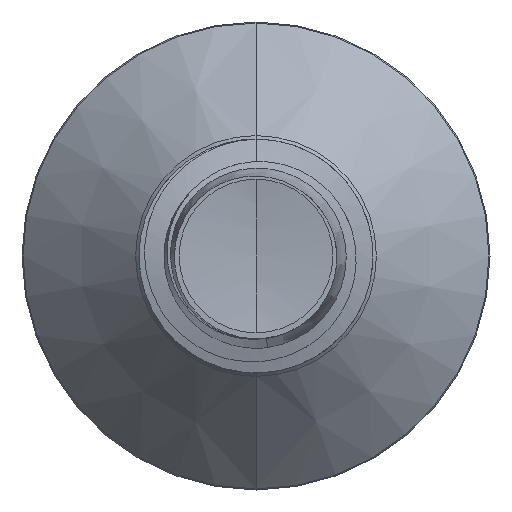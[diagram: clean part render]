
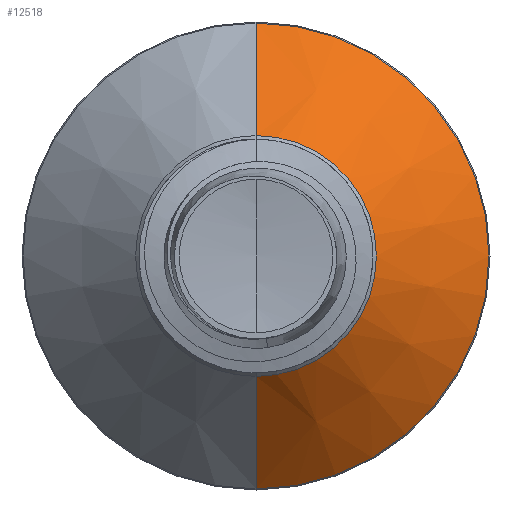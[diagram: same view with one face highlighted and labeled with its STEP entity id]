
A CAD part, front view. The second image highlights one B-rep face of the part: STEP entity #12518.
In plain terms, the highlighted conical face has half-angle 45 degrees and reference radius 3.088 mm.
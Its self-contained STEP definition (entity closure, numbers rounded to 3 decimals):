
#45 = CARTESIAN_POINT ( 'NONE',  ( 0., 6.624, 0. ) ) ;
#501 = EDGE_LOOP ( 'NONE', ( #11043, #6017, #12556, #1745 ) ) ;
#506 = DIRECTION ( 'NONE',  ( 0., 1., 0. ) ) ;
#1188 = DIRECTION ( 'NONE',  ( 0., 0., 1. ) ) ;
#1306 = CARTESIAN_POINT ( 'NONE',  ( 0., 3.739, 3.089 ) ) ;
#1436 = CARTESIAN_POINT ( 'NONE',  ( 0., 3.739, 0. ) ) ;
#1477 = EDGE_CURVE ( 'NONE', #3792, #11444, #13673, .T. ) ;
#1745 = ORIENTED_EDGE ( 'NONE', *, *, #1477, .F. ) ;
#2516 = VECTOR ( 'NONE', #6032, 1000. ) ;
#2618 = DIRECTION ( 'NONE',  ( 0., 0., 1. ) ) ;
#3422 = EDGE_CURVE ( 'NONE', #9052, #6396, #9661, .T. ) ;
#3692 = AXIS2_PLACEMENT_3D ( 'NONE', #45, #7852, #1188 ) ;
#3792 = VERTEX_POINT ( 'NONE', #1306 ) ;
#4690 = CARTESIAN_POINT ( 'NONE',  ( 0., 3.739, -3.089 ) ) ;
#4716 = CONICAL_SURFACE ( 'NONE', #10024, 3.089, 0.785 ) ;
#5952 = CARTESIAN_POINT ( 'NONE',  ( 0., 6.624, 5.974 ) ) ;
#6017 = ORIENTED_EDGE ( 'NONE', *, *, #3422, .T. ) ;
#6032 = DIRECTION ( 'NONE',  ( 0., 0.707, 0.707 ) ) ;
#6396 = VERTEX_POINT ( 'NONE', #6797 ) ;
#6797 = CARTESIAN_POINT ( 'NONE',  ( 0., 6.624, -5.974 ) ) ;
#7852 = DIRECTION ( 'NONE',  ( 0., 1., 0. ) ) ;
#8614 = FACE_OUTER_BOUND ( 'NONE', #501, .T. ) ;
#9052 = VERTEX_POINT ( 'NONE', #10890 ) ;
#9147 = DIRECTION ( 'NONE',  ( 0., 1., 0. ) ) ;
#9360 = DIRECTION ( 'NONE',  ( 0., 0., 1. ) ) ;
#9585 = EDGE_CURVE ( 'NONE', #3792, #9052, #13109, .T. ) ;
#9661 = LINE ( 'NONE', #4690, #12146 ) ;
#10024 = AXIS2_PLACEMENT_3D ( 'NONE', #11519, #506, #9360 ) ;
#10346 = CARTESIAN_POINT ( 'NONE',  ( 0., 3.739, 3.089 ) ) ;
#10890 = CARTESIAN_POINT ( 'NONE',  ( 0., 3.739, -3.089 ) ) ;
#11043 = ORIENTED_EDGE ( 'NONE', *, *, #9585, .T. ) ;
#11444 = VERTEX_POINT ( 'NONE', #5952 ) ;
#11519 = CARTESIAN_POINT ( 'NONE',  ( 0., 3.739, 0. ) ) ;
#12146 = VECTOR ( 'NONE', #13265, 1000. ) ;
#12518 = ADVANCED_FACE ( 'NONE', ( #8614 ), #4716, .T. ) ;
#12556 = ORIENTED_EDGE ( 'NONE', *, *, #13507, .F. ) ;
#13109 = CIRCLE ( 'NONE', #13291, 3.089 ) ;
#13265 = DIRECTION ( 'NONE',  ( 0., 0.707, -0.707 ) ) ;
#13291 = AXIS2_PLACEMENT_3D ( 'NONE', #1436, #9147, #2618 ) ;
#13430 = CIRCLE ( 'NONE', #3692, 5.974 ) ;
#13507 = EDGE_CURVE ( 'NONE', #11444, #6396, #13430, .T. ) ;
#13673 = LINE ( 'NONE', #10346, #2516 ) ;
